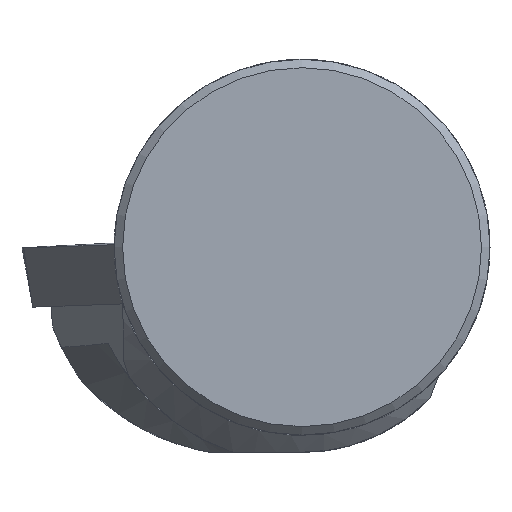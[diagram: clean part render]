
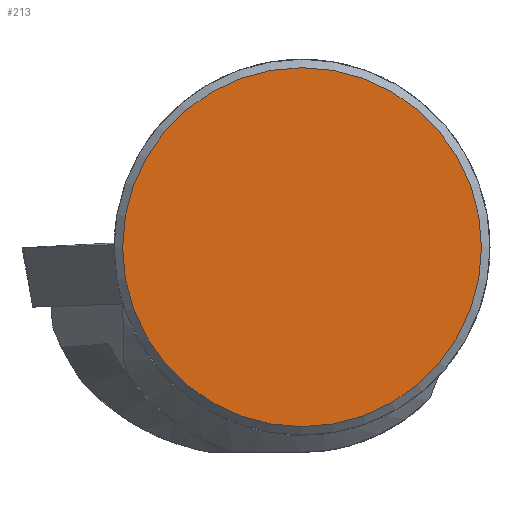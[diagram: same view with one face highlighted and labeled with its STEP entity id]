
A CAD part, top view. The second image highlights one B-rep face of the part: STEP entity #213.
In plain terms, the highlighted planar face has unit normal (0, 0, 1).
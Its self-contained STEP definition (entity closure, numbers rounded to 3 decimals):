
#141=CIRCLE('',#944,9.549);
#213=ADVANCED_FACE('',(#278),#246,.T.);
#246=PLANE('',#969);
#278=FACE_OUTER_BOUND('',#315,.T.);
#315=EDGE_LOOP('',(#499));
#499=ORIENTED_EDGE('',*,*,#688,.F.);
#608=VERTEX_POINT('',#1359);
#688=EDGE_CURVE('',#608,#608,#141,.T.);
#944=AXIS2_PLACEMENT_3D('',#1358,#1075,#1076);
#969=AXIS2_PLACEMENT_3D('',#1611,#1137,#1138);
#1075=DIRECTION('',(0.,0.,-1.));
#1076=DIRECTION('',(1.,0.,0.));
#1137=DIRECTION('',(0.,0.,1.));
#1138=DIRECTION('',(1.,0.,0.));
#1358=CARTESIAN_POINT('',(0.,0.,0.));
#1359=CARTESIAN_POINT('',(9.549,0.,0.));
#1611=CARTESIAN_POINT('',(0.,0.,0.));
